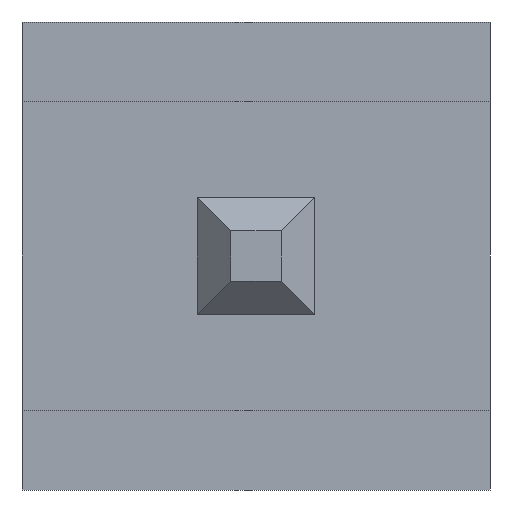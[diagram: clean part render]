
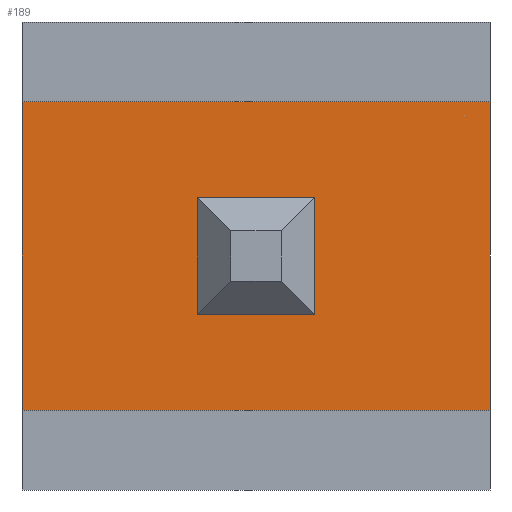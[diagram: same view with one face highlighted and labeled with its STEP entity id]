
A CAD part, front view. The second image highlights one B-rep face of the part: STEP entity #189.
In plain terms, the highlighted planar face has unit normal (0, -1, 0).
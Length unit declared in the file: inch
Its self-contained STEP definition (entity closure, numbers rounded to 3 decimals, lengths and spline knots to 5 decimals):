
#189 = ADVANCED_FACE( '', ( #352, #353 ), #354, .F. );
#352 = FACE_BOUND( '', #508, .T. );
#353 = FACE_OUTER_BOUND( '', #509, .T. );
#354 = PLANE( '', #510 );
#508 = EDGE_LOOP( '', ( #824, #825, #826, #827 ) );
#509 = EDGE_LOOP( '', ( #828, #829, #830, #831 ) );
#510 = AXIS2_PLACEMENT_3D( '', #832, #833, #834 );
#824 = ORIENTED_EDGE( '', *, *, #1094, .T. );
#825 = ORIENTED_EDGE( '', *, *, #1095, .T. );
#826 = ORIENTED_EDGE( '', *, *, #1096, .T. );
#827 = ORIENTED_EDGE( '', *, *, #1097, .T. );
#828 = ORIENTED_EDGE( '', *, *, #975, .T. );
#829 = ORIENTED_EDGE( '', *, *, #1085, .F. );
#830 = ORIENTED_EDGE( '', *, *, #1041, .F. );
#831 = ORIENTED_EDGE( '', *, *, #1098, .T. );
#832 = CARTESIAN_POINT( '', ( -0.05, 0.02, -0.033 ) );
#833 = DIRECTION( '', ( 0., 1., 0. ) );
#834 = DIRECTION( '', ( 0., 0., 1. ) );
#975 = EDGE_CURVE( '', #1136, #1134, #1137, .T. );
#1041 = EDGE_CURVE( '', #1242, #1243, #1244, .T. );
#1085 = EDGE_CURVE( '', #1243, #1134, #1305, .T. );
#1094 = EDGE_CURVE( '', #1314, #1315, #1316, .T. );
#1095 = EDGE_CURVE( '', #1315, #1317, #1318, .T. );
#1096 = EDGE_CURVE( '', #1317, #1319, #1320, .T. );
#1097 = EDGE_CURVE( '', #1319, #1314, #1321, .T. );
#1098 = EDGE_CURVE( '', #1242, #1136, #1322, .T. );
#1134 = VERTEX_POINT( '', #1365 );
#1136 = VERTEX_POINT( '', #1368 );
#1137 = LINE( '', #1369, #1370 );
#1242 = VERTEX_POINT( '', #1527 );
#1243 = VERTEX_POINT( '', #1528 );
#1244 = LINE( '', #1529, #1530 );
#1305 = LINE( '', #1623, #1624 );
#1314 = VERTEX_POINT( '', #1636 );
#1315 = VERTEX_POINT( '', #1637 );
#1316 = LINE( '', #1638, #1639 );
#1317 = VERTEX_POINT( '', #1640 );
#1318 = LINE( '', #1641, #1642 );
#1319 = VERTEX_POINT( '', #1643 );
#1320 = LINE( '', #1644, #1645 );
#1321 = LINE( '', #1646, #1647 );
#1322 = LINE( '', #1648, #1649 );
#1365 = CARTESIAN_POINT( '', ( 0.05, 0.02, 0.033 ) );
#1368 = CARTESIAN_POINT( '', ( 0.05, 0.02, -0.033 ) );
#1369 = CARTESIAN_POINT( '', ( 0.05, 0.02, -0.033 ) );
#1370 = VECTOR( '', #1704, 39.37008 );
#1527 = CARTESIAN_POINT( '', ( -0.05, 0.02, -0.033 ) );
#1528 = CARTESIAN_POINT( '', ( -0.05, 0.02, 0.033 ) );
#1529 = CARTESIAN_POINT( '', ( -0.05, 0.02, -0.033 ) );
#1530 = VECTOR( '', #1757, 39.37008 );
#1623 = CARTESIAN_POINT( '', ( -0.05, 0.02, 0.033 ) );
#1624 = VECTOR( '', #1790, 39.37008 );
#1636 = CARTESIAN_POINT( '', ( -0.0125, 0.02, -0.0125 ) );
#1637 = CARTESIAN_POINT( '', ( -0.0125, 0.02, 0.0125 ) );
#1638 = CARTESIAN_POINT( '', ( -0.0125, 0.02, -0.0125 ) );
#1639 = VECTOR( '', #1794, 39.37008 );
#1640 = CARTESIAN_POINT( '', ( 0.0125, 0.02, 0.0125 ) );
#1641 = CARTESIAN_POINT( '', ( -0.0125, 0.02, 0.0125 ) );
#1642 = VECTOR( '', #1795, 39.37008 );
#1643 = CARTESIAN_POINT( '', ( 0.0125, 0.02, -0.0125 ) );
#1644 = CARTESIAN_POINT( '', ( 0.0125, 0.02, 0.0125 ) );
#1645 = VECTOR( '', #1796, 39.37008 );
#1646 = CARTESIAN_POINT( '', ( 0.0125, 0.02, -0.0125 ) );
#1647 = VECTOR( '', #1797, 39.37008 );
#1648 = CARTESIAN_POINT( '', ( -0.05, 0.02, -0.033 ) );
#1649 = VECTOR( '', #1798, 39.37008 );
#1704 = DIRECTION( '', ( 0., 0., 1. ) );
#1757 = DIRECTION( '', ( 0., 0., 1. ) );
#1790 = DIRECTION( '', ( 1., 0., 0. ) );
#1794 = DIRECTION( '', ( 0., 0., 1. ) );
#1795 = DIRECTION( '', ( 1., 0., 0. ) );
#1796 = DIRECTION( '', ( 0., 0., -1. ) );
#1797 = DIRECTION( '', ( -1., 0., 0. ) );
#1798 = DIRECTION( '', ( 1., 0., 0. ) );
